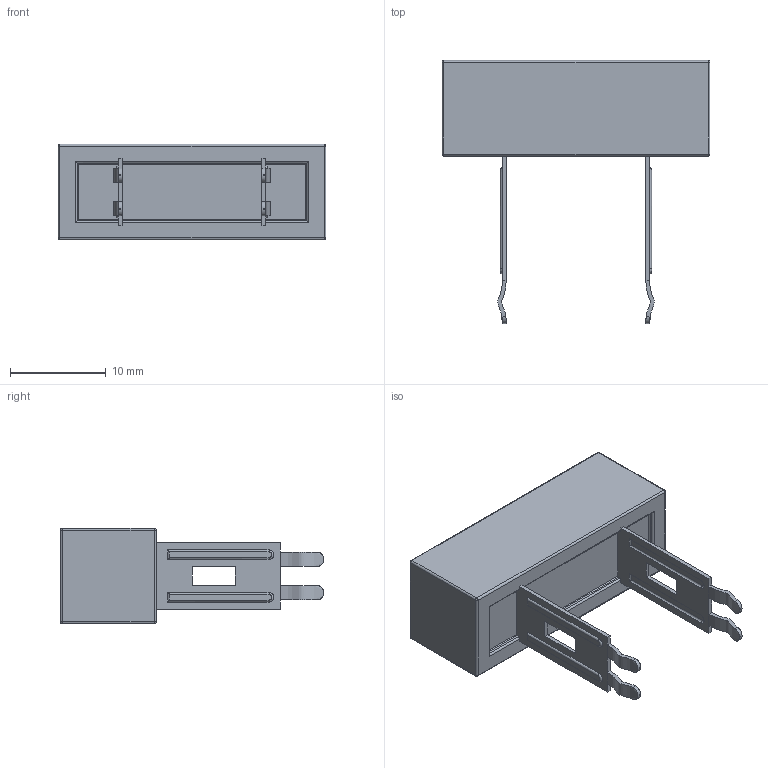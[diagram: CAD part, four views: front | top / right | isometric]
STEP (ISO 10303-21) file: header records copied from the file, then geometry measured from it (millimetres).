
FILE_DESCRIPTION (( 'STEP AP214' ), '1' );
FILE_NAME ('RES_SQZH_5W_15mm-B_0R_J(5%).STEP', '2022-06-21T16:41:09', ( '' ), ( '' ), 'SwSTEP 2.0', 'SolidWorks 2020', '' );
FILE_SCHEMA (( 'AUTOMOTIVE_DESIGN' ));
Length unit declared in the file: millimetre
Products named in the file (1): RES_SQZH_5W_15mm-B_0R_J(5%)
Bounding box: 28 x 27.5 x 10 mm (x, y, z)
Volume: 2804.9 mm3; surface area: 1788.6 mm2
Topology: 1 solids, 1 shells, 352 faces, 926 edges, 596 vertices
Faces by surface type: bspline 164, plane 112, cylinder 60, sphere 8, torus 8
Entity records: 21584 total; most frequent: CARTESIAN_POINT 10791, ORIENTED_EDGE 1836, DIRECTION 1000, EDGE_CURVE 918, VERTEX_POINT 596, LINE 478, VECTOR 478, EDGE_LOOP 384
